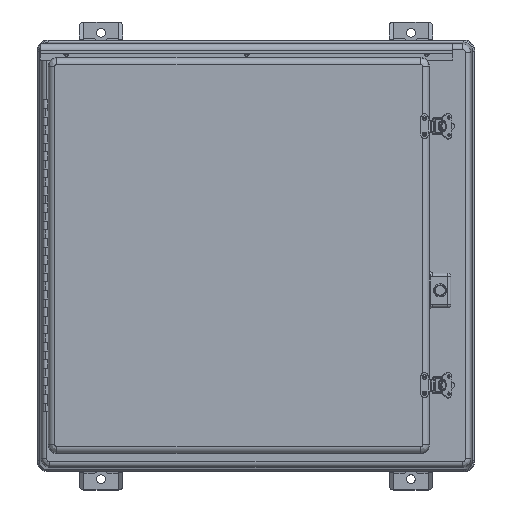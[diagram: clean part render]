
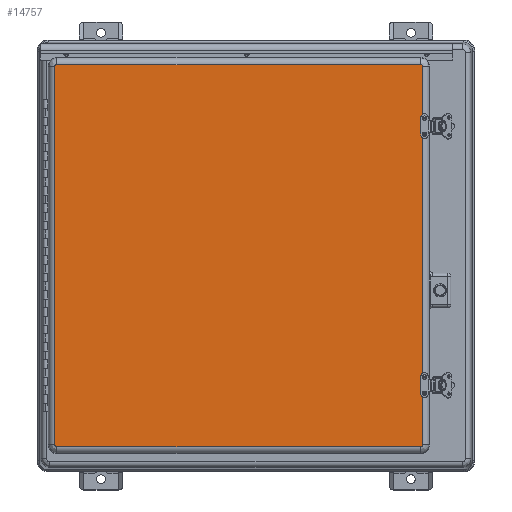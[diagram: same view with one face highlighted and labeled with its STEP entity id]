
A CAD part, top view. The second image highlights one B-rep face of the part: STEP entity #14757.
In plain terms, the highlighted planar face has unit normal (0, 0, 1).
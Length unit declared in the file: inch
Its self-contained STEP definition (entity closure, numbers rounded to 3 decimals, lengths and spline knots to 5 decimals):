
#532=PLANE($,#16066);
#1291=LINE($,#27515,#2390);
#1293=LINE($,#27520,#2392);
#1294=LINE($,#27553,#2393);
#1297=LINE($,#27560,#2396);
#2390=VECTOR($,#19092,21.);
#2392=VECTOR($,#19098,21.84375);
#2393=VECTOR($,#19115,21.84375);
#2396=VECTOR($,#19122,21.);
#3948=FACE_OUTER_BOUND($,#4977,.T.);
#4977=EDGE_LOOP($,(#11821,#11822,#11823,#11824,#11825,#11826,#11827,#11828));
#5976=CIRCLE($,#16043,0.10404);
#5982=CIRCLE($,#16051,0.10404);
#5986=CIRCLE($,#16055,0.10404);
#5990=CIRCLE($,#16061,0.10404);
#7047=VERTEX_POINT($,#27505);
#7048=VERTEX_POINT($,#27507);
#7050=VERTEX_POINT($,#27513);
#7051=VERTEX_POINT($,#27518);
#7053=VERTEX_POINT($,#27531);
#7054=VERTEX_POINT($,#27544);
#7057=VERTEX_POINT($,#27551);
#7058=VERTEX_POINT($,#27556);
#8759=EDGE_CURVE($,#7047,#7048,#5976,.T.);
#8763=EDGE_CURVE($,#7050,#7047,#1291,.T.);
#8766=EDGE_CURVE($,#7048,#7051,#1293,.T.);
#8768=EDGE_CURVE($,#7053,#7050,#5982,.T.);
#8772=EDGE_CURVE($,#7051,#7054,#5986,.T.);
#8774=EDGE_CURVE($,#7057,#7053,#1294,.T.);
#8778=EDGE_CURVE($,#7054,#7058,#1297,.T.);
#8780=EDGE_CURVE($,#7058,#7057,#5990,.T.);
#11821=ORIENTED_EDGE($,*,*,#8759,.F.);
#11822=ORIENTED_EDGE($,*,*,#8763,.F.);
#11823=ORIENTED_EDGE($,*,*,#8768,.F.);
#11824=ORIENTED_EDGE($,*,*,#8774,.F.);
#11825=ORIENTED_EDGE($,*,*,#8780,.F.);
#11826=ORIENTED_EDGE($,*,*,#8778,.F.);
#11827=ORIENTED_EDGE($,*,*,#8772,.F.);
#11828=ORIENTED_EDGE($,*,*,#8766,.F.);
#14757=ADVANCED_FACE($,(#3948),#532,.T.);
#16043=AXIS2_PLACEMENT_3D($,#27508,#19082,#19083);
#16051=AXIS2_PLACEMENT_3D($,#27533,#19101,#19102);
#16055=AXIS2_PLACEMENT_3D($,#27548,#19109,#19110);
#16061=AXIS2_PLACEMENT_3D($,#27571,#19125,#19126);
#16066=AXIS2_PLACEMENT_3D($,#27580,#19139,#19140);
#19082=DIRECTION('center_axis',(0.,0.,-1.));
#19083=DIRECTION('ref_axis',(0.707,0.707,0.));
#19092=DIRECTION($,(1.,0.,0.));
#19098=DIRECTION($,(0.,-1.,0.));
#19101=DIRECTION('center_axis',(0.,0.,-1.));
#19102=DIRECTION('ref_axis',(-0.707,0.707,0.));
#19109=DIRECTION('center_axis',(0.,0.,-1.));
#19110=DIRECTION('ref_axis',(0.707,-0.707,0.));
#19115=DIRECTION($,(0.,1.,0.));
#19122=DIRECTION($,(-1.,0.,0.));
#19125=DIRECTION('center_axis',(0.,0.,-1.));
#19126=DIRECTION('ref_axis',(-0.707,-0.707,0.));
#19139=DIRECTION('center_axis',(0.,0.,1.));
#19140=DIRECTION('ref_axis',(1.,0.,0.));
#27505=CARTESIAN_POINT('',(10.5,11.02591,0.96875));
#27507=CARTESIAN_POINT('',(10.60404,10.92188,0.96875));
#27508=CARTESIAN_POINT('Origin',(10.5,10.92188,0.96875));
#27513=CARTESIAN_POINT('',(-10.5,11.02591,0.96875));
#27515=CARTESIAN_POINT($,(-10.5,11.02591,0.96875));
#27518=CARTESIAN_POINT('',(10.60404,-10.92188,0.96875));
#27520=CARTESIAN_POINT($,(10.60404,10.92188,0.96875));
#27531=CARTESIAN_POINT('',(-10.60404,10.92188,0.96875));
#27533=CARTESIAN_POINT('Origin',(-10.5,10.92188,0.96875));
#27544=CARTESIAN_POINT('',(10.5,-11.02591,0.96875));
#27548=CARTESIAN_POINT('Origin',(10.5,-10.92188,0.96875));
#27551=CARTESIAN_POINT('',(-10.60404,-10.92188,0.96875));
#27553=CARTESIAN_POINT($,(-10.60404,-10.92188,0.96875));
#27556=CARTESIAN_POINT('',(-10.5,-11.02591,0.96875));
#27560=CARTESIAN_POINT($,(10.5,-11.02591,0.96875));
#27571=CARTESIAN_POINT('Origin',(-10.5,-10.92188,0.96875));
#27580=CARTESIAN_POINT('Origin',(0.,0.,0.96875));
